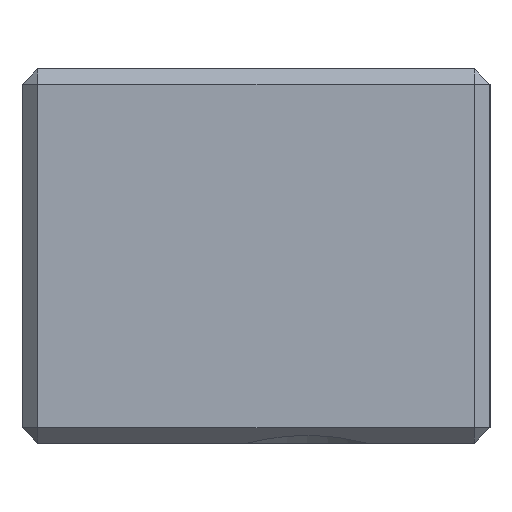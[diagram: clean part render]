
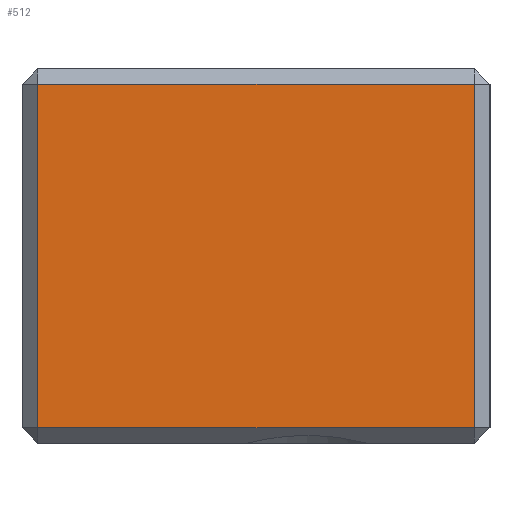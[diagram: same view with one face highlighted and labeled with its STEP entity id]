
A CAD part, left-side view. The second image highlights one B-rep face of the part: STEP entity #512.
In plain terms, the highlighted planar face has unit normal (-1, 0, 0).
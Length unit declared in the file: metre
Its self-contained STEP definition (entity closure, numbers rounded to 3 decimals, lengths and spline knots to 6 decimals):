
#33=FACE_OUTER_BOUND('',#66,.T.);
#66=EDGE_LOOP('',(#355,#356,#357,#358));
#131=LINE('',#802,#184);
#132=LINE('',#804,#185);
#133=LINE('',#806,#186);
#134=LINE('',#807,#187);
#184=VECTOR('',#636,0.011);
#185=VECTOR('',#637,0.014);
#186=VECTOR('',#638,0.011);
#187=VECTOR('',#639,0.014);
#240=VERTEX_POINT('',#800);
#241=VERTEX_POINT('',#801);
#242=VERTEX_POINT('',#803);
#243=VERTEX_POINT('',#805);
#282=EDGE_CURVE('',#240,#241,#131,.T.);
#283=EDGE_CURVE('',#241,#242,#132,.T.);
#284=EDGE_CURVE('',#242,#243,#133,.T.);
#285=EDGE_CURVE('',#243,#240,#134,.T.);
#355=ORIENTED_EDGE('',*,*,#282,.T.);
#356=ORIENTED_EDGE('',*,*,#283,.T.);
#357=ORIENTED_EDGE('',*,*,#284,.T.);
#358=ORIENTED_EDGE('',*,*,#285,.T.);
#487=PLANE('',#562);
#512=ADVANCED_FACE('',(#33),#487,.F.);
#562=AXIS2_PLACEMENT_3D('',#799,#634,#635);
#634=DIRECTION('center_axis',(1.,0.,0.));
#635=DIRECTION('ref_axis',(0.,0.,-1.));
#636=DIRECTION('',(0.,0.,1.));
#637=DIRECTION('',(0.,1.,0.));
#638=DIRECTION('',(0.,0.,-1.));
#639=DIRECTION('',(0.,-1.,0.));
#799=CARTESIAN_POINT('Origin',(-0.01,-0.0075,-0.012));
#800=CARTESIAN_POINT('',(-0.01,-0.007,-0.0115));
#801=CARTESIAN_POINT('',(-0.01,-0.007,-0.0005));
#802=CARTESIAN_POINT('',(-0.01,-0.007,-0.0115));
#803=CARTESIAN_POINT('',(-0.01,0.007,-0.0005));
#804=CARTESIAN_POINT('',(-0.01,-0.007,-0.0005));
#805=CARTESIAN_POINT('',(-0.01,0.007,-0.0115));
#806=CARTESIAN_POINT('',(-0.01,0.007,-0.0005));
#807=CARTESIAN_POINT('',(-0.01,0.007,-0.0115));
